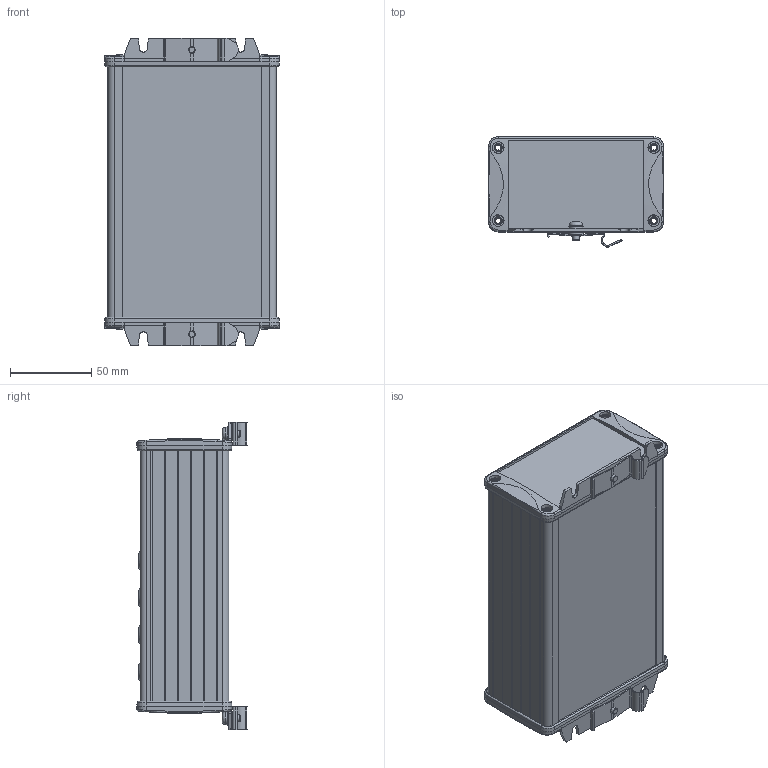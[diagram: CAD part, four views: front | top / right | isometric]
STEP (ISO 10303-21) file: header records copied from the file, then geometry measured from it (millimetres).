
FILE_DESCRIPTION (( 'STEP AP214' ), '1' );
FILE_NAME ('ECL150.STEP', '2019-09-20T16:37:41', ( '' ), ( '' ), 'SwSTEP 2.0', 'SolidWorks 2018', '' );
FILE_SCHEMA (( 'AUTOMOTIVE_DESIGN' ));
Length unit declared in the file: inch
Products named in the file (21): Screw 4-40 Flat Torx 0.25; PCB Spacer 0.250; Rubber Grommet MCX; ECL150; DIN Rail Clip; PCB Connector; ECL150 Motherboard PCB; PCB Spacer 0.188; Hex Standoff 1.0; MCX PCB Mount; B016-8657.002 Enclosure Mod 7 Conn; Screw 4-40 Flat Torx 0.50; PCB Spacer 0.375; Screw M4 Pan Head 8 mm; Metal Washer; B016-8660.001 PCB Mounting Bracket; Hex Standoff 1.5; Washer M4; Hammond 1457N End; ECL150 Driverboard PCB; Screw 4-40 Flat Torx 1.0
Assembly tree (59 placements, depth 2):
  ECL150
    ECL150 Motherboard PCB
    ECL150 Driverboard PCB  x4
    MCX PCB Mount  x8
    DIN Rail Clip  x2
    Hex Standoff 1.5  x4
    B016-8660.001 PCB Mounting Bracket
    B016-8657.002 Enclosure Mod 7 Conn
    Hammond 1457N End  x2
    PCB Spacer 0.188  x2
    Rubber Grommet MCX  x8
    Metal Washer  x2
    PCB Connector  x4
    Hex Standoff 1.0  x2
    PCB Spacer 0.375  x2
    PCB Spacer 0.250  x2
    Screw 4-40 Flat Torx 1.0  x2
    Screw 4-40 Flat Torx 0.25  x2
    Screw M4 Pan Head 8 mm  x2
    Washer M4  x6
    Screw 4-40 Flat Torx 0.50  x2
Bounding box: 108 x 68.05 x 189.51 mm (x, y, z)
Volume: 199844.1 mm3; surface area: 235546.2 mm2
Topology: 59 solids, 59 shells, 1373 faces, 3401 edges, 2238 vertices
Faces by surface type: plane 902, cylinder 358, cone 67, torus 26, bspline 20
Full cylindrical faces by diameter (mm): 0.965 x8, 1.168 x8, 1.702 x16, 2.845 x6, 2.921 x10, 3.048 x2, 3.264 x9, 3.3 x2, 3.454 x8, 3.505 x2, 3.556 x4, 3.6 x8, 3.988 x2, 4.293 x6, 4.369 x2, 4.572 x8, 4.763 x8, 5 x8, 6.35 x8, 6.477 x6, 7.937 x5, 7.938 x11, 8.001 x2, 8.992 x6, 11.112 x8, 11.113 x8, 15.469 x6, 19.456 x1
Entity records: 24046 total; most frequent: CARTESIAN_POINT 4995, DIRECTION 3412, ORIENTED_EDGE 3254, EDGE_CURVE 1627, AXIS2_PLACEMENT_3D 1153, VERTEX_POINT 1132, LINE 1106, VECTOR 1106
